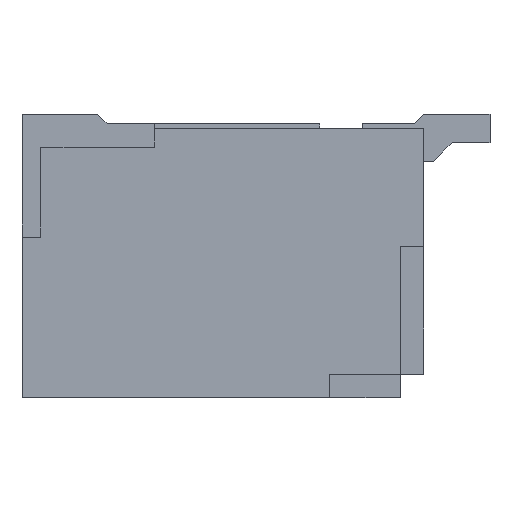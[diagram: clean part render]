
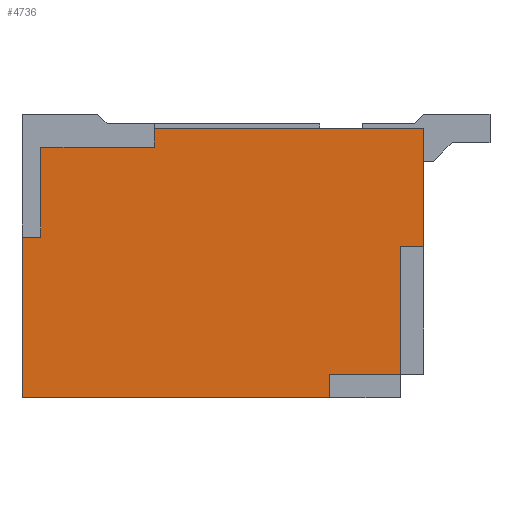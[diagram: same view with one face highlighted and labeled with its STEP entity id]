
A CAD part, left-side view. The second image highlights one B-rep face of the part: STEP entity #4736.
In plain terms, the highlighted planar face has unit normal (-1, 0, 0).
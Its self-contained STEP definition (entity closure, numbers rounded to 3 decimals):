
#48=DIRECTION('',(0.,0.,1.));
#49=VECTOR('',#48,1.25);
#50=CARTESIAN_POINT('',(-3.,0.,0.675));
#51=LINE('',#50,#49);
#1014=DIRECTION('',(0.,0.,1.));
#1015=VECTOR('',#1014,1.7);
#1016=CARTESIAN_POINT('',(-3.,4.25,-0.925));
#1017=LINE('',#1016,#1015);
#2148=DIRECTION('',(0.,0.,1.));
#2149=VECTOR('',#2148,0.25);
#2150=CARTESIAN_POINT('',(-3.,1.,-0.925));
#2151=LINE('',#2150,#2149);
#2155=DIRECTION('',(0.,1.,0.));
#2156=VECTOR('',#2155,3.25);
#2157=CARTESIAN_POINT('',(-3.,1.,-0.925));
#2158=LINE('',#2157,#2156);
#2162=DIRECTION('',(0.,-1.,0.));
#2163=VECTOR('',#2162,0.2);
#2164=CARTESIAN_POINT('',(-3.,4.25,0.775));
#2165=LINE('',#2164,#2163);
#2169=DIRECTION('',(0.,0.,-1.));
#2170=VECTOR('',#2169,0.95);
#2171=CARTESIAN_POINT('',(-3.,4.05,1.725));
#2172=LINE('',#2171,#2170);
#2176=DIRECTION('',(0.,-1.,0.));
#2177=VECTOR('',#2176,1.2);
#2178=CARTESIAN_POINT('',(-3.,4.05,1.725));
#2179=LINE('',#2178,#2177);
#2183=DIRECTION('',(0.,0.,-1.));
#2184=VECTOR('',#2183,0.2);
#2185=CARTESIAN_POINT('',(-3.,2.85,1.925));
#2186=LINE('',#2185,#2184);
#2190=DIRECTION('',(0.,1.,0.));
#2191=VECTOR('',#2190,2.85);
#2192=CARTESIAN_POINT('',(-3.,0.,1.925));
#2193=LINE('',#2192,#2191);
#2197=DIRECTION('',(0.,1.,0.));
#2198=VECTOR('',#2197,0.25);
#2199=CARTESIAN_POINT('',(-3.,0.,0.675));
#2200=LINE('',#2199,#2198);
#2204=DIRECTION('',(0.,0.,1.));
#2205=VECTOR('',#2204,1.35);
#2206=CARTESIAN_POINT('',(-3.,0.25,-0.675));
#2207=LINE('',#2206,#2205);
#2211=DIRECTION('',(0.,-1.,0.));
#2212=VECTOR('',#2211,0.75);
#2213=CARTESIAN_POINT('',(-3.,1.,-0.675));
#2214=LINE('',#2213,#2212);
#2762=CARTESIAN_POINT('',(-3.,1.,-0.925));
#2763=CARTESIAN_POINT('',(-3.,1.,-0.675));
#2764=VERTEX_POINT('',#2762);
#2765=VERTEX_POINT('',#2763);
#2766=CARTESIAN_POINT('',(-3.,4.05,1.725));
#2767=CARTESIAN_POINT('',(-3.,2.85,1.725));
#2768=VERTEX_POINT('',#2766);
#2769=VERTEX_POINT('',#2767);
#2772=CARTESIAN_POINT('',(-3.,4.25,-0.925));
#2773=VERTEX_POINT('',#2772);
#2774=CARTESIAN_POINT('',(-3.,4.25,0.775));
#2775=VERTEX_POINT('',#2774);
#3112=CARTESIAN_POINT('',(-3.,0.25,-0.675));
#3113=VERTEX_POINT('',#3112);
#3114=CARTESIAN_POINT('',(-3.,0.25,0.675));
#3115=VERTEX_POINT('',#3114);
#3116=CARTESIAN_POINT('',(-3.,0.,0.675));
#3117=VERTEX_POINT('',#3116);
#3118=CARTESIAN_POINT('',(-3.,4.05,0.775));
#3119=VERTEX_POINT('',#3118);
#3120=CARTESIAN_POINT('',(-3.,2.85,1.925));
#3121=VERTEX_POINT('',#3120);
#3122=CARTESIAN_POINT('',(-3.,0.,1.925));
#3123=VERTEX_POINT('',#3122);
#4713=CARTESIAN_POINT('',(-3.,0.,-0.925));
#4714=DIRECTION('',(-1.,0.,0.));
#4715=DIRECTION('',(0.,0.,1.));
#4716=AXIS2_PLACEMENT_3D('',#4713,#4714,#4715);
#4717=PLANE('',#4716);
#4718=ORIENTED_EDGE('',*,*,#4707,.F.);
#4719=ORIENTED_EDGE('',*,*,#3645,.T.);
#4720=ORIENTED_EDGE('',*,*,#3720,.T.);
#4722=ORIENTED_EDGE('',*,*,#4721,.T.);
#4724=ORIENTED_EDGE('',*,*,#4723,.F.);
#4725=ORIENTED_EDGE('',*,*,#4659,.T.);
#4726=ORIENTED_EDGE('',*,*,#4646,.F.);
#4727=ORIENTED_EDGE('',*,*,#3401,.F.);
#4728=ORIENTED_EDGE('',*,*,#3229,.F.);
#4730=ORIENTED_EDGE('',*,*,#4729,.T.);
#4732=ORIENTED_EDGE('',*,*,#4731,.F.);
#4733=ORIENTED_EDGE('',*,*,#3504,.F.);
#4734=EDGE_LOOP('',(#4718,#4719,#4720,#4722,#4724,#4725,#4726,#4727,#4728,#4730,
#4732,#4733));
#4735=FACE_OUTER_BOUND('',#4734,.F.);
#4736=ADVANCED_FACE('',(#4735),#4717,.T.);
#3229=EDGE_CURVE('',#3117,#3123,#51,.T.);
#3401=EDGE_CURVE('',#3123,#3121,#2193,.T.);
#3504=EDGE_CURVE('',#2765,#3113,#2214,.T.);
#3645=EDGE_CURVE('',#2764,#2773,#2158,.T.);
#3720=EDGE_CURVE('',#2773,#2775,#1017,.T.);
#4646=EDGE_CURVE('',#3121,#2769,#2186,.T.);
#4659=EDGE_CURVE('',#2768,#2769,#2179,.T.);
#4707=EDGE_CURVE('',#2764,#2765,#2151,.T.);
#4721=EDGE_CURVE('',#2775,#3119,#2165,.T.);
#4723=EDGE_CURVE('',#2768,#3119,#2172,.T.);
#4729=EDGE_CURVE('',#3117,#3115,#2200,.T.);
#4731=EDGE_CURVE('',#3113,#3115,#2207,.T.);
